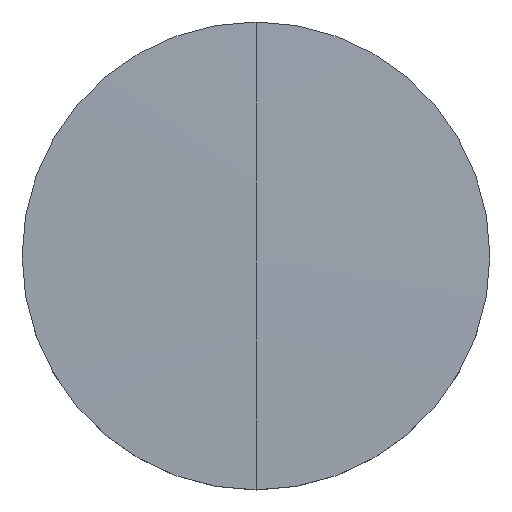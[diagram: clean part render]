
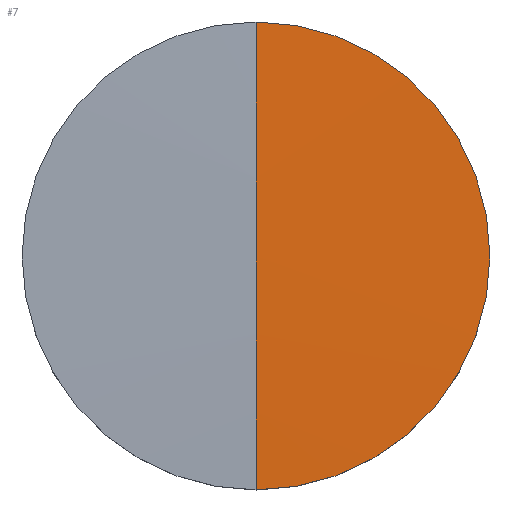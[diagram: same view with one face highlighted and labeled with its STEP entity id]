
A CAD part, top view. The second image highlights one B-rep face of the part: STEP entity #7.
In plain terms, the highlighted spherical face has radius 601.35 mm.
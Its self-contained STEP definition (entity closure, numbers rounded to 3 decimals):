
#7 = ADVANCED_FACE ( 'NONE', ( #98 ), #110, .T. ) ;
#8 = EDGE_CURVE ( 'NONE', #24, #23, #125, .T. ) ;
#9 = VERTEX_POINT ( 'NONE', #91 ) ;
#13 = ORIENTED_EDGE ( 'NONE', *, *, #8, .F. ) ;
#14 = EDGE_LOOP ( 'NONE', ( #13, #25, #54 ) ) ;
#23 = VERTEX_POINT ( 'NONE', #131 ) ;
#24 = VERTEX_POINT ( 'NONE', #130 ) ;
#25 = ORIENTED_EDGE ( 'NONE', *, *, #51, .T. ) ;
#26 = EDGE_CURVE ( 'NONE', #23, #9, #109, .T. ) ;
#51 = EDGE_CURVE ( 'NONE', #24, #9, #127, .T. ) ;
#54 = ORIENTED_EDGE ( 'NONE', *, *, #26, .F. ) ;
#81 = DIRECTION ( 'NONE',  ( 0., 0., 1. ) ) ;
#82 = DIRECTION ( 'NONE',  ( -1., 0., 0. ) ) ;
#83 = CARTESIAN_POINT ( 'NONE',  ( 0., 0., -599.35 ) ) ;
#84 = AXIS2_PLACEMENT_3D ( 'NONE', #83, #82, #81 ) ;
#91 = CARTESIAN_POINT ( 'NONE',  ( 0., -12.7, 1.866 ) ) ;
#98 = FACE_OUTER_BOUND ( 'NONE', #14, .T. ) ;
#103 = AXIS2_PLACEMENT_3D ( 'NONE', #146, #124, #170 ) ;
#105 = DIRECTION ( 'NONE',  ( 0., 1., 0. ) ) ;
#106 = DIRECTION ( 'NONE',  ( 0., 0., -1. ) ) ;
#107 = CARTESIAN_POINT ( 'NONE',  ( 0., 0., 1.866 ) ) ;
#108 = AXIS2_PLACEMENT_3D ( 'NONE', #107, #106, #105 ) ;
#109 = CIRCLE ( 'NONE', #108, 12.7 ) ;
#110 = SPHERICAL_SURFACE ( 'NONE', #103, 601.35 ) ;
#120 = DIRECTION ( 'NONE',  ( 0., 1., 0. ) ) ;
#121 = DIRECTION ( 'NONE',  ( 1., 0., 0. ) ) ;
#122 = CARTESIAN_POINT ( 'NONE',  ( 0., 0., -599.35 ) ) ;
#123 = AXIS2_PLACEMENT_3D ( 'NONE', #122, #121, #120 ) ;
#124 = DIRECTION ( 'NONE',  ( 1., 0., 0. ) ) ;
#125 = CIRCLE ( 'NONE', #84, 601.35 ) ;
#127 = CIRCLE ( 'NONE', #123, 601.35 ) ;
#130 = CARTESIAN_POINT ( 'NONE',  ( 0., 0., 2. ) ) ;
#131 = CARTESIAN_POINT ( 'NONE',  ( 0., 12.7, 1.866 ) ) ;
#146 = CARTESIAN_POINT ( 'NONE',  ( 0., 0., -599.35 ) ) ;
#170 = DIRECTION ( 'NONE',  ( 0., 1., 0. ) ) ;
